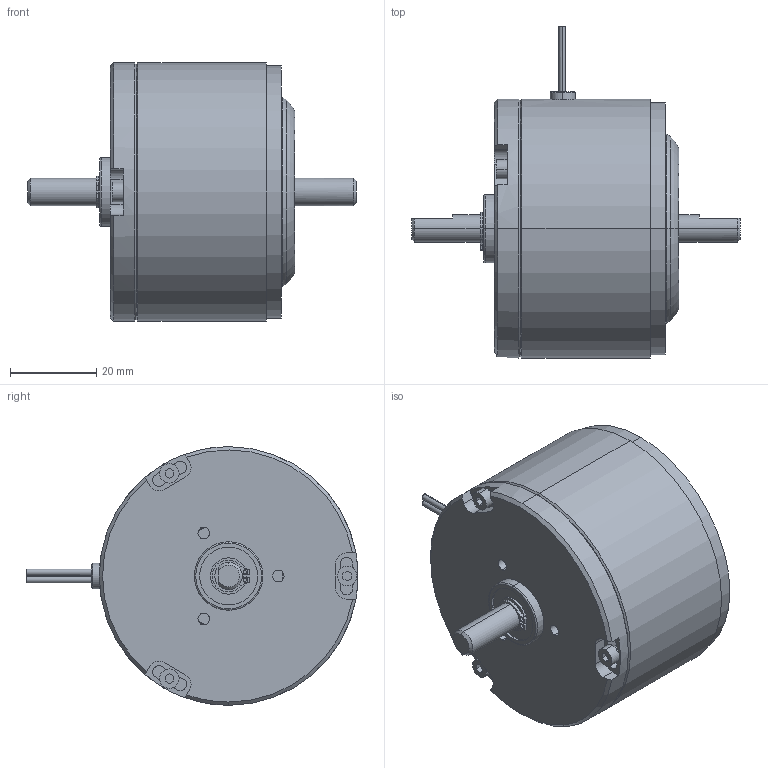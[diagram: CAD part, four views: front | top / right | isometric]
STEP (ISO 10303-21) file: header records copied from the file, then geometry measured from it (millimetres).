
FILE_DESCRIPTION (( 'STEP AP203' ), '1' );
FILE_NAME ('HB-50_B_EF.STEP', '2013-03-12T20:34:59', ( 'Jeff' ), ( '' ), 'SwSTEP 2.0', 'SolidWorks 2013', '' );
FILE_SCHEMA (( 'CONFIG_CONTROL_DESIGN' ));
Length unit declared in the file: inch
Products named in the file (1): HB-50_B_EF
Bounding box: 76.2 x 76.99 x 59.99 mm (x, y, z)
Surface area: 21312.7 mm2 (no closed solid volume)
Topology: 0 solids, 17 shells, 225 faces, 776 edges, 572 vertices
Faces by surface type: cylinder 103, plane 84, cone 30, torus 8
Entity records: 8771 total; most frequent: CARTESIAN_POINT 1738, DIRECTION 1576, ORIENTED_EDGE 1220, EDGE_CURVE 776, AXIS2_PLACEMENT_3D 590, VERTEX_POINT 572, VECTOR 396, LINE 396
